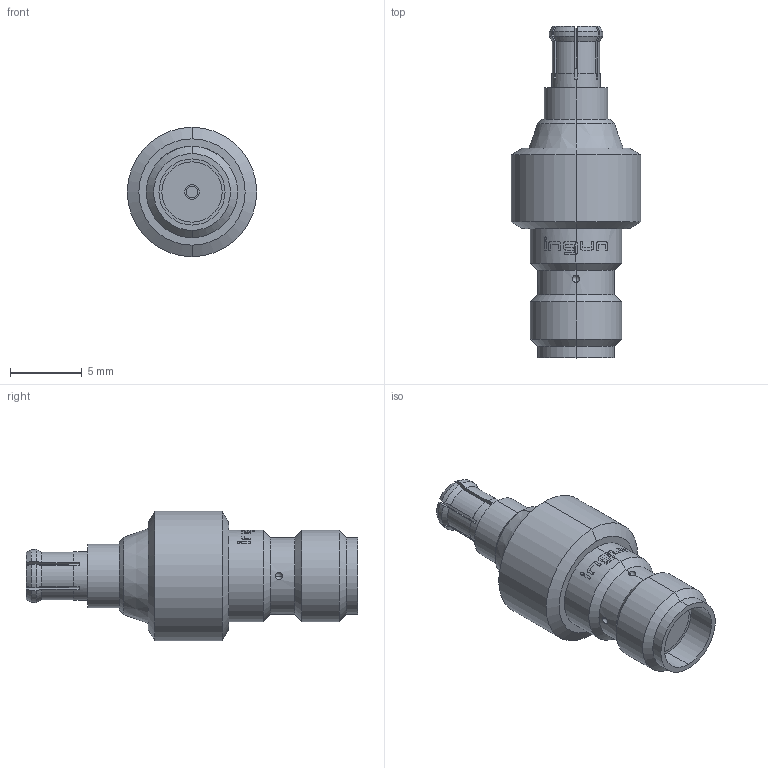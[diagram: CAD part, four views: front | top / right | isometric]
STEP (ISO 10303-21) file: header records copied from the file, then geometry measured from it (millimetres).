
FILE_DESCRIPTION (( 'STEP AP203' ), '1' );
FILE_NAME ('INGUN_HFS-ADA-MCX-M-SMA-F.STEP', '2022-05-09T10:59:19', ( 'ochi' ), ( '' ), 'SwSTEP 2.0', 'SolidWorks 2018', '' );
FILE_SCHEMA (( 'CONFIG_CONTROL_DESIGN' ));
Length unit declared in the file: millimetre
Products named in the file (1): INGUN_HFS-ADA-MCX-M-SMA-F
Bounding box: 9 x 23.1 x 9 mm (x, y, z)
Volume: 678.1 mm3; surface area: 643.2 mm2
Topology: 1 solids, 1 shells, 198 faces, 517 edges, 340 vertices
Faces by surface type: plane 84, cylinder 56, cone 28, bspline 22, sphere 8
Entity records: 6602 total; most frequent: CARTESIAN_POINT 1784, ORIENTED_EDGE 1034, DIRECTION 927, EDGE_CURVE 517, AXIS2_PLACEMENT_3D 355, VERTEX_POINT 340, EDGE_LOOP 217, LINE 217
